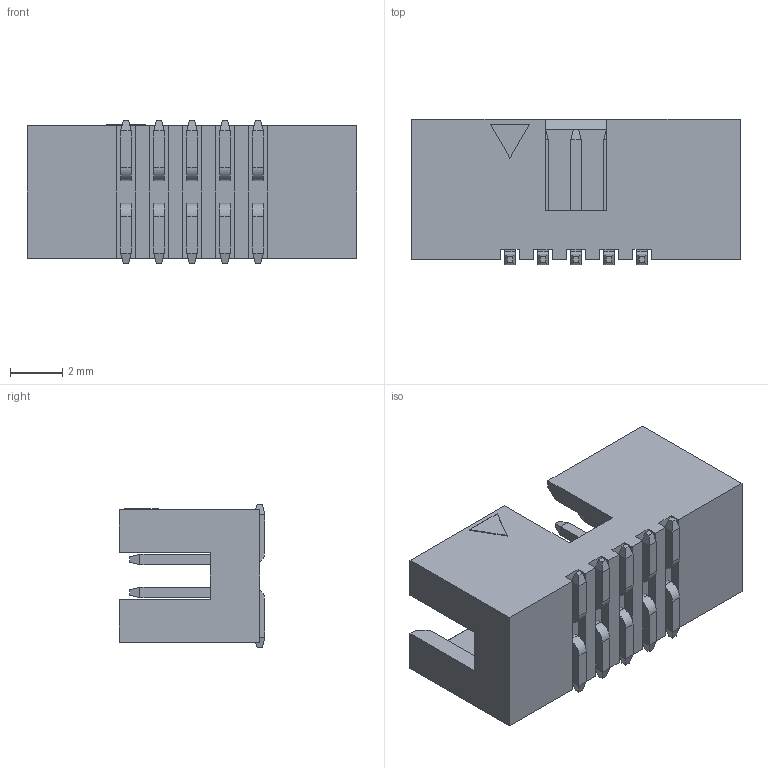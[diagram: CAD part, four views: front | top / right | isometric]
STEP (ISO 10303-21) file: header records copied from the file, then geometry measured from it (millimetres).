
FILE_DESCRIPTION (( 'STEP AP214' ), '1' );
FILE_NAME ('CNC Tech 3221-10-0300-00.STEP', '2017-01-03T04:05:33', ( '' ), ( '' ), 'SwSTEP 2.0', 'SolidWorks 2016', '' );
FILE_SCHEMA (( 'AUTOMOTIVE_DESIGN' ));
Length unit declared in the file: millimetre
Products named in the file (4): 00-T-SMT; CNC Tech 3221-10-0300-00; 00-H; 3221-10-0300
Assembly tree (3 placements, depth 3):
  CNC Tech 3221-10-0300-00
    3221-10-0300
      00-H
      00-T-SMT
Bounding box: 12.65 x 5.6 x 5.5 mm (x, y, z)
Volume: 189.6 mm3; surface area: 520 mm2
Topology: 11 solids, 11 shells, 233 faces, 546 edges, 336 vertices
Faces by surface type: plane 213, cylinder 20
Entity records: 6665 total; most frequent: CARTESIAN_POINT 1122, ORIENTED_EDGE 1092, DIRECTION 1066, EDGE_CURVE 546, LINE 506, VECTOR 506, VERTEX_POINT 336, AXIS2_PLACEMENT_3D 280
